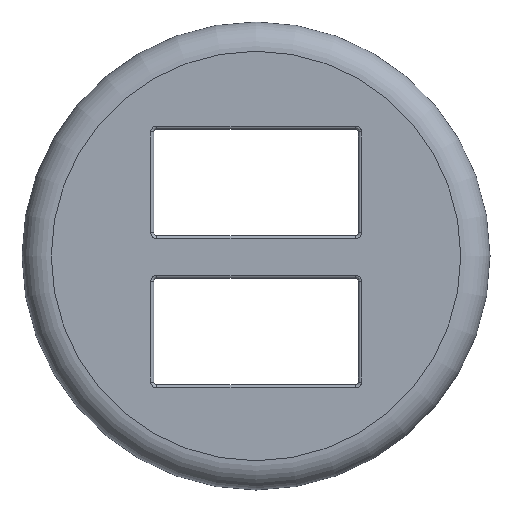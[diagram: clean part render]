
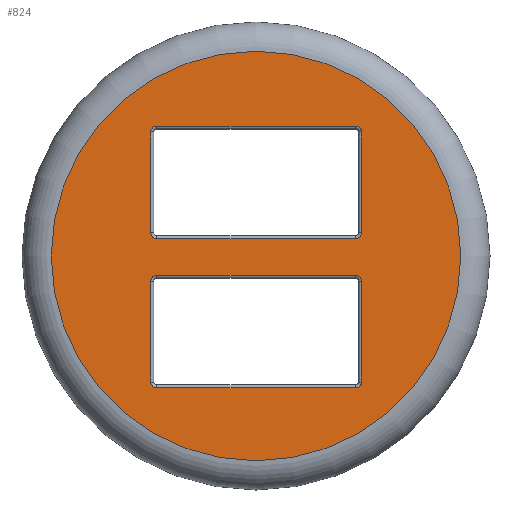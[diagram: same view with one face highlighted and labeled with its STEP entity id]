
A CAD part, front view. The second image highlights one B-rep face of the part: STEP entity #824.
In plain terms, the highlighted planar face has unit normal (0, -1, 0).
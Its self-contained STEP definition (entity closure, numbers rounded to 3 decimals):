
#15=FACE_BOUND('',#231,.T.);
#16=FACE_BOUND('',#232,.T.);
#20=PLANE('',#924);
#30=LINE('',#1346,#80);
#34=LINE('',#1370,#84);
#36=LINE('',#1373,#86);
#52=LINE('',#1415,#102);
#53=LINE('',#1424,#103);
#54=LINE('',#1428,#104);
#55=LINE('',#1432,#105);
#56=LINE('',#1435,#106);
#80=VECTOR('',#1044,10.);
#84=VECTOR('',#1072,10.);
#86=VECTOR('',#1076,10.);
#102=VECTOR('',#1128,10.);
#103=VECTOR('',#1137,10.);
#104=VECTOR('',#1140,10.);
#105=VECTOR('',#1143,10.);
#106=VECTOR('',#1146,10.);
#176=FACE_OUTER_BOUND('',#230,.T.);
#230=EDGE_LOOP('',(#621));
#231=EDGE_LOOP('',(#622,#623,#624,#625,#626,#627,#628,#629));
#232=EDGE_LOOP('',(#630,#631,#632,#633,#634,#635,#636,#637));
#267=CIRCLE('',#872,0.2);
#273=CIRCLE('',#879,0.2);
#281=CIRCLE('',#889,0.2);
#289=CIRCLE('',#901,0.2);
#299=CIRCLE('',#925,7.);
#300=CIRCLE('',#926,0.2);
#301=CIRCLE('',#927,0.2);
#302=CIRCLE('',#928,0.2);
#303=CIRCLE('',#929,0.2);
#341=VERTEX_POINT('',#1309);
#342=VERTEX_POINT('',#1310);
#347=VERTEX_POINT('',#1321);
#348=VERTEX_POINT('',#1323);
#355=VERTEX_POINT('',#1339);
#356=VERTEX_POINT('',#1341);
#363=VERTEX_POINT('',#1363);
#364=VERTEX_POINT('',#1365);
#373=VERTEX_POINT('',#1418);
#374=VERTEX_POINT('',#1420);
#375=VERTEX_POINT('',#1421);
#376=VERTEX_POINT('',#1423);
#377=VERTEX_POINT('',#1425);
#378=VERTEX_POINT('',#1427);
#379=VERTEX_POINT('',#1429);
#380=VERTEX_POINT('',#1431);
#381=VERTEX_POINT('',#1433);
#413=EDGE_CURVE('',#341,#342,#267,.T.);
#419=EDGE_CURVE('',#347,#348,#273,.T.);
#427=EDGE_CURVE('',#355,#356,#281,.T.);
#430=EDGE_CURVE('',#342,#355,#30,.T.);
#439=EDGE_CURVE('',#363,#364,#289,.T.);
#442=EDGE_CURVE('',#356,#363,#34,.T.);
#444=EDGE_CURVE('',#364,#347,#36,.T.);
#468=EDGE_CURVE('',#348,#341,#52,.T.);
#469=EDGE_CURVE('',#373,#373,#299,.T.);
#470=EDGE_CURVE('',#374,#375,#300,.T.);
#471=EDGE_CURVE('',#376,#374,#53,.T.);
#472=EDGE_CURVE('',#377,#376,#301,.T.);
#473=EDGE_CURVE('',#378,#377,#54,.T.);
#474=EDGE_CURVE('',#379,#378,#302,.T.);
#475=EDGE_CURVE('',#380,#379,#55,.T.);
#476=EDGE_CURVE('',#381,#380,#303,.T.);
#477=EDGE_CURVE('',#375,#381,#56,.T.);
#621=ORIENTED_EDGE('',*,*,#469,.T.);
#622=ORIENTED_EDGE('',*,*,#470,.F.);
#623=ORIENTED_EDGE('',*,*,#471,.F.);
#624=ORIENTED_EDGE('',*,*,#472,.F.);
#625=ORIENTED_EDGE('',*,*,#473,.F.);
#626=ORIENTED_EDGE('',*,*,#474,.F.);
#627=ORIENTED_EDGE('',*,*,#475,.F.);
#628=ORIENTED_EDGE('',*,*,#476,.F.);
#629=ORIENTED_EDGE('',*,*,#477,.F.);
#630=ORIENTED_EDGE('',*,*,#439,.F.);
#631=ORIENTED_EDGE('',*,*,#442,.F.);
#632=ORIENTED_EDGE('',*,*,#427,.F.);
#633=ORIENTED_EDGE('',*,*,#430,.F.);
#634=ORIENTED_EDGE('',*,*,#413,.F.);
#635=ORIENTED_EDGE('',*,*,#468,.F.);
#636=ORIENTED_EDGE('',*,*,#419,.F.);
#637=ORIENTED_EDGE('',*,*,#444,.F.);
#824=ADVANCED_FACE('',(#176,#15,#16),#20,.F.);
#872=AXIS2_PLACEMENT_3D('',#1311,#1003,#1004);
#879=AXIS2_PLACEMENT_3D('',#1324,#1017,#1018);
#889=AXIS2_PLACEMENT_3D('',#1342,#1037,#1038);
#901=AXIS2_PLACEMENT_3D('',#1366,#1065,#1066);
#924=AXIS2_PLACEMENT_3D('',#1417,#1131,#1132);
#925=AXIS2_PLACEMENT_3D('',#1419,#1133,#1134);
#926=AXIS2_PLACEMENT_3D('',#1422,#1135,#1136);
#927=AXIS2_PLACEMENT_3D('',#1426,#1138,#1139);
#928=AXIS2_PLACEMENT_3D('',#1430,#1141,#1142);
#929=AXIS2_PLACEMENT_3D('',#1434,#1144,#1145);
#1003=DIRECTION('center_axis',(0.,-1.,0.));
#1004=DIRECTION('ref_axis',(-0.707,0.,-0.707));
#1017=DIRECTION('center_axis',(0.,-1.,0.));
#1018=DIRECTION('ref_axis',(-0.707,0.,0.707));
#1037=DIRECTION('center_axis',(0.,-1.,0.));
#1038=DIRECTION('ref_axis',(0.707,0.,-0.707));
#1044=DIRECTION('',(1.,0.,0.));
#1065=DIRECTION('center_axis',(0.,-1.,0.));
#1066=DIRECTION('ref_axis',(0.707,0.,0.707));
#1072=DIRECTION('',(0.,0.,1.));
#1076=DIRECTION('',(-1.,0.,0.));
#1128=DIRECTION('',(0.,0.,-1.));
#1131=DIRECTION('center_axis',(0.,1.,0.));
#1132=DIRECTION('ref_axis',(1.,0.,0.));
#1133=DIRECTION('center_axis',(0.,-1.,0.));
#1134=DIRECTION('ref_axis',(1.,0.,0.));
#1135=DIRECTION('center_axis',(0.,-1.,0.));
#1136=DIRECTION('ref_axis',(0.707,0.,0.707));
#1137=DIRECTION('',(0.,0.,1.));
#1138=DIRECTION('center_axis',(0.,-1.,0.));
#1139=DIRECTION('ref_axis',(0.707,0.,-0.707));
#1140=DIRECTION('',(1.,0.,0.));
#1141=DIRECTION('center_axis',(0.,-1.,0.));
#1142=DIRECTION('ref_axis',(-0.707,0.,-0.707));
#1143=DIRECTION('',(0.,0.,-1.));
#1144=DIRECTION('center_axis',(0.,-1.,0.));
#1145=DIRECTION('ref_axis',(-0.707,0.,0.707));
#1146=DIRECTION('',(-1.,0.,0.));
#1309=CARTESIAN_POINT('',(-3.596,0.,-4.309));
#1310=CARTESIAN_POINT('',(-3.396,0.,-4.509));
#1311=CARTESIAN_POINT('Origin',(-3.396,0.,-4.309));
#1321=CARTESIAN_POINT('',(-3.396,0.,-0.659));
#1323=CARTESIAN_POINT('',(-3.596,0.,-0.859));
#1324=CARTESIAN_POINT('Origin',(-3.396,0.,-0.859));
#1339=CARTESIAN_POINT('',(3.404,0.,-4.509));
#1341=CARTESIAN_POINT('',(3.604,0.,-4.309));
#1342=CARTESIAN_POINT('Origin',(3.404,0.,-4.309));
#1346=CARTESIAN_POINT('',(-1.748,0.,-4.509));
#1363=CARTESIAN_POINT('',(3.604,0.,-0.859));
#1365=CARTESIAN_POINT('',(3.404,0.,-0.659));
#1366=CARTESIAN_POINT('Origin',(3.404,0.,-0.859));
#1370=CARTESIAN_POINT('',(3.604,0.,-2.205));
#1373=CARTESIAN_POINT('',(1.752,0.,-0.659));
#1415=CARTESIAN_POINT('',(-3.596,0.,-0.38));
#1417=CARTESIAN_POINT('Origin',(0.,0.,0.));
#1418=CARTESIAN_POINT('',(-7.,0.,0.));
#1419=CARTESIAN_POINT('Origin',(0.,0.,0.));
#1420=CARTESIAN_POINT('',(3.604,0.,4.241));
#1421=CARTESIAN_POINT('',(3.404,0.,4.441));
#1422=CARTESIAN_POINT('Origin',(3.404,0.,4.241));
#1423=CARTESIAN_POINT('',(3.604,0.,0.791));
#1424=CARTESIAN_POINT('',(3.604,0.,0.345));
#1425=CARTESIAN_POINT('',(3.404,0.,0.591));
#1426=CARTESIAN_POINT('Origin',(3.404,0.,0.791));
#1427=CARTESIAN_POINT('',(-3.396,0.,0.591));
#1428=CARTESIAN_POINT('',(-1.748,0.,0.591));
#1429=CARTESIAN_POINT('',(-3.596,0.,0.791));
#1430=CARTESIAN_POINT('Origin',(-3.396,0.,0.791));
#1431=CARTESIAN_POINT('',(-3.596,0.,4.241));
#1432=CARTESIAN_POINT('',(-3.596,0.,2.17));
#1433=CARTESIAN_POINT('',(-3.396,0.,4.441));
#1434=CARTESIAN_POINT('Origin',(-3.396,0.,4.241));
#1435=CARTESIAN_POINT('',(1.752,0.,4.441));
